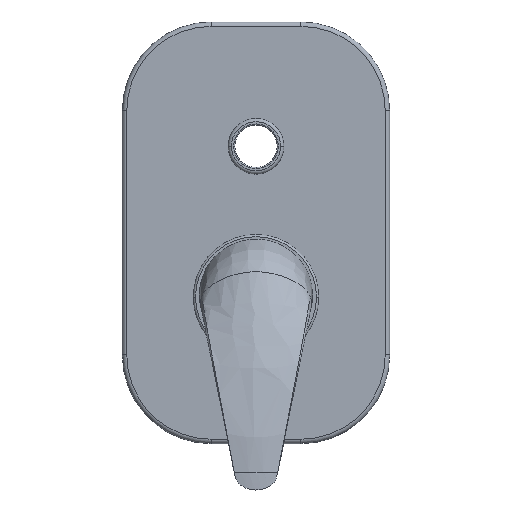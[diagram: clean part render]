
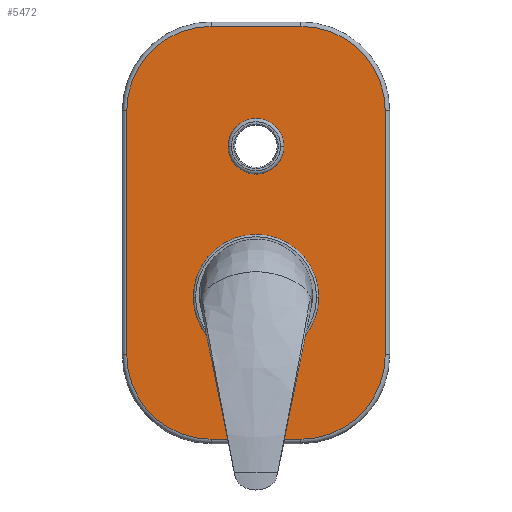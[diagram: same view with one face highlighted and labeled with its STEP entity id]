
A CAD part, top view. The second image highlights one B-rep face of the part: STEP entity #5472.
In plain terms, the highlighted planar face has unit normal (0, 0, 1).
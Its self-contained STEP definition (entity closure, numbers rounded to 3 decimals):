
#4474=DIRECTION('',(1.,0.,0.));
#4475=VECTOR('',#4474,40.5);
#4476=CARTESIAN_POINT('',(-20.25,-65.,-4.));
#4477=LINE('',#4476,#4475);
#4478=CARTESIAN_POINT('',(-20.25,-27.,-4.));
#4479=DIRECTION('',(0.,0.,1.));
#4480=DIRECTION('',(-1.,0.,0.));
#4481=AXIS2_PLACEMENT_3D('',#4478,#4479,#4480);
#4483=DIRECTION('',(0.,-1.,0.));
#4484=VECTOR('',#4483,110.);
#4485=CARTESIAN_POINT('',(-58.25,83.,-4.));
#4486=LINE('',#4485,#4484);
#4487=CARTESIAN_POINT('',(-20.25,83.,-4.));
#4488=DIRECTION('',(0.,0.,1.));
#4489=DIRECTION('',(0.,1.,0.));
#4490=AXIS2_PLACEMENT_3D('',#4487,#4488,#4489);
#4492=DIRECTION('',(-1.,0.,0.));
#4493=VECTOR('',#4492,40.5);
#4494=CARTESIAN_POINT('',(20.25,121.,-4.));
#4495=LINE('',#4494,#4493);
#4496=CARTESIAN_POINT('',(20.25,83.,-4.));
#4497=DIRECTION('',(0.,0.,1.));
#4498=DIRECTION('',(1.,0.,0.));
#4499=AXIS2_PLACEMENT_3D('',#4496,#4497,#4498);
#4501=DIRECTION('',(0.,1.,0.));
#4502=VECTOR('',#4501,110.);
#4503=CARTESIAN_POINT('',(58.25,-27.,-4.));
#4504=LINE('',#4503,#4502);
#4505=CARTESIAN_POINT('',(20.25,-27.,-4.));
#4506=DIRECTION('',(0.,0.,1.));
#4507=DIRECTION('',(0.,-1.,0.));
#4508=AXIS2_PLACEMENT_3D('',#4505,#4506,#4507);
#4510=CARTESIAN_POINT('',(0.,67.,-4.));
#4511=DIRECTION('',(0.,0.,-1.));
#4512=DIRECTION('',(-1.,0.,0.));
#4513=AXIS2_PLACEMENT_3D('',#4510,#4511,#4512);
#4515=CARTESIAN_POINT('',(0.,67.,-4.));
#4516=DIRECTION('',(0.,0.,-1.));
#4517=DIRECTION('',(1.,0.,0.));
#4518=AXIS2_PLACEMENT_3D('',#4515,#4516,#4517);
#4520=CARTESIAN_POINT('',(0.,-1.,-4.));
#4521=DIRECTION('',(0.,0.,-1.));
#4522=DIRECTION('',(-1.,0.,0.));
#4523=AXIS2_PLACEMENT_3D('',#4520,#4521,#4522);
#4525=CARTESIAN_POINT('',(0.,-1.,-4.));
#4526=DIRECTION('',(0.,0.,-1.));
#4527=DIRECTION('',(1.,0.,0.));
#4528=AXIS2_PLACEMENT_3D('',#4525,#4526,#4527);
#5101=CARTESIAN_POINT('',(-20.25,-65.,-4.));
#5102=CARTESIAN_POINT('',(20.25,-65.,-4.));
#5103=VERTEX_POINT('',#5101);
#5104=VERTEX_POINT('',#5102);
#5109=CARTESIAN_POINT('',(58.25,-27.,-4.));
#5110=VERTEX_POINT('',#5109);
#5113=CARTESIAN_POINT('',(58.25,83.,-4.));
#5114=VERTEX_POINT('',#5113);
#5117=CARTESIAN_POINT('',(20.25,121.,-4.));
#5118=VERTEX_POINT('',#5117);
#5121=CARTESIAN_POINT('',(-20.25,121.,-4.));
#5122=VERTEX_POINT('',#5121);
#5125=CARTESIAN_POINT('',(-58.25,83.,-4.));
#5126=VERTEX_POINT('',#5125);
#5129=CARTESIAN_POINT('',(-58.25,-27.,-4.));
#5130=VERTEX_POINT('',#5129);
#5221=CARTESIAN_POINT('',(-12.55,67.,-4.));
#5222=CARTESIAN_POINT('',(12.55,67.,-4.));
#5223=VERTEX_POINT('',#5221);
#5224=VERTEX_POINT('',#5222);
#5257=CARTESIAN_POINT('',(-28.25,-1.,-4.));
#5258=CARTESIAN_POINT('',(28.25,-1.,-4.));
#5259=VERTEX_POINT('',#5257);
#5260=VERTEX_POINT('',#5258);
#5438=CARTESIAN_POINT('',(0.,28.,-4.));
#5439=DIRECTION('',(0.,0.,1.));
#5440=DIRECTION('',(1.,0.,0.));
#5441=AXIS2_PLACEMENT_3D('',#5438,#5439,#5440);
#5442=PLANE('',#5441);
#5444=ORIENTED_EDGE('',*,*,#5443,.F.);
#5446=ORIENTED_EDGE('',*,*,#5445,.F.);
#5448=ORIENTED_EDGE('',*,*,#5447,.F.);
#5450=ORIENTED_EDGE('',*,*,#5449,.F.);
#5452=ORIENTED_EDGE('',*,*,#5451,.F.);
#5454=ORIENTED_EDGE('',*,*,#5453,.F.);
#5456=ORIENTED_EDGE('',*,*,#5455,.F.);
#5458=ORIENTED_EDGE('',*,*,#5457,.F.);
#5459=EDGE_LOOP('',(#5444,#5446,#5448,#5450,#5452,#5454,#5456,#5458));
#5460=FACE_OUTER_BOUND('',#5459,.F.);
#5461=ORIENTED_EDGE('',*,*,#5421,.F.);
#5463=ORIENTED_EDGE('',*,*,#5462,.F.);
#5464=EDGE_LOOP('',(#5461,#5463));
#5465=FACE_BOUND('',#5464,.F.);
#5467=ORIENTED_EDGE('',*,*,#5466,.F.);
#5469=ORIENTED_EDGE('',*,*,#5468,.F.);
#5470=EDGE_LOOP('',(#5467,#5469));
#5471=FACE_BOUND('',#5470,.F.);
#5472=ADVANCED_FACE('',(#5460,#5465,#5471),#5442,.T.);
#4482=CIRCLE('',#4481,38.);
#4491=CIRCLE('',#4490,38.);
#4500=CIRCLE('',#4499,38.);
#4509=CIRCLE('',#4508,38.);
#4514=CIRCLE('',#4513,12.55);
#4519=CIRCLE('',#4518,12.55);
#4524=CIRCLE('',#4523,28.25);
#4529=CIRCLE('',#4528,28.25);
#5421=EDGE_CURVE('',#5223,#5224,#4514,.T.);
#5443=EDGE_CURVE('',#5103,#5104,#4477,.T.);
#5445=EDGE_CURVE('',#5130,#5103,#4482,.T.);
#5447=EDGE_CURVE('',#5126,#5130,#4486,.T.);
#5449=EDGE_CURVE('',#5122,#5126,#4491,.T.);
#5451=EDGE_CURVE('',#5118,#5122,#4495,.T.);
#5453=EDGE_CURVE('',#5114,#5118,#4500,.T.);
#5455=EDGE_CURVE('',#5110,#5114,#4504,.T.);
#5457=EDGE_CURVE('',#5104,#5110,#4509,.T.);
#5462=EDGE_CURVE('',#5224,#5223,#4519,.T.);
#5466=EDGE_CURVE('',#5259,#5260,#4524,.T.);
#5468=EDGE_CURVE('',#5260,#5259,#4529,.T.);
